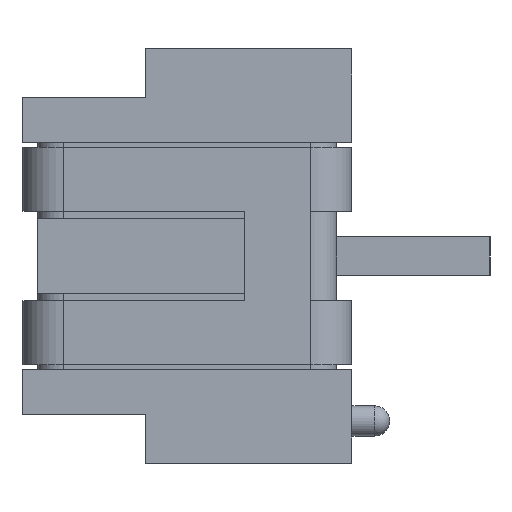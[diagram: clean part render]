
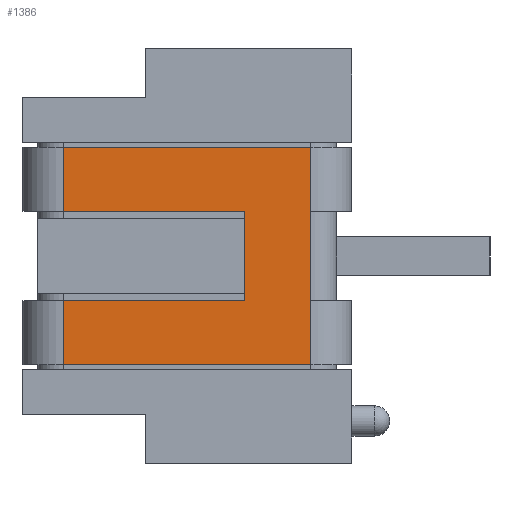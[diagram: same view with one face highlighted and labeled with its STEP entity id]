
A CAD part, left-side view. The second image highlights one B-rep face of the part: STEP entity #1386.
In plain terms, the highlighted planar face has unit normal (-1, 0, 0).
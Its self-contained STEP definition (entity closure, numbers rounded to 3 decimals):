
#28 = LINE ( 'NONE', #1724, #69 ) ;
#69 = VECTOR ( 'NONE', #1025, 1000. ) ;
#87 = CARTESIAN_POINT ( 'NONE',  ( -27.43, 9.555, -1.475 ) ) ;
#98 = DIRECTION ( 'NONE',  ( 0., 0., -1. ) ) ;
#173 = VECTOR ( 'NONE', #4264, 1000. ) ;
#269 = DIRECTION ( 'NONE',  ( 0., -1., 0. ) ) ;
#272 = EDGE_CURVE ( 'NONE', #4363, #3672, #2555, .T. ) ;
#351 = VERTEX_POINT ( 'NONE', #4349 ) ;
#421 = EDGE_CURVE ( 'NONE', #4432, #351, #3753, .T. ) ;
#482 = EDGE_LOOP ( 'NONE', ( #3109, #1658, #2091, #972, #2114, #800, #2591, #3171, #3514, #3499 ) ) ;
#614 = VECTOR ( 'NONE', #269, 1000. ) ;
#629 = EDGE_CURVE ( 'NONE', #822, #4474, #2074, .T. ) ;
#660 = CARTESIAN_POINT ( 'NONE',  ( -27.43, 1.365, 3.6 ) ) ;
#800 = ORIENTED_EDGE ( 'NONE', *, *, #2188, .F. ) ;
#822 = VERTEX_POINT ( 'NONE', #3151 ) ;
#972 = ORIENTED_EDGE ( 'NONE', *, *, #2668, .T. ) ;
#997 = VECTOR ( 'NONE', #3406, 1000. ) ;
#1025 = DIRECTION ( 'NONE',  ( 0., 0., 1. ) ) ;
#1050 = VECTOR ( 'NONE', #98, 1000. ) ;
#1074 = EDGE_CURVE ( 'NONE', #4219, #4363, #1307, .T. ) ;
#1136 = PLANE ( 'NONE',  #4443 ) ;
#1165 = CARTESIAN_POINT ( 'NONE',  ( -27.43, 1.365, 3.6 ) ) ;
#1201 = EDGE_CURVE ( 'NONE', #4432, #822, #1881, .T. ) ;
#1307 = LINE ( 'NONE', #4034, #1476 ) ;
#1368 = EDGE_CURVE ( 'NONE', #2622, #2293, #4031, .T. ) ;
#1386 = ADVANCED_FACE ( 'NONE', ( #2612 ), #1136, .T. ) ;
#1458 = DIRECTION ( 'NONE',  ( -1., 0., 0. ) ) ;
#1476 = VECTOR ( 'NONE', #2264, 1000. ) ;
#1498 = DIRECTION ( 'NONE',  ( 0., -1., 0. ) ) ;
#1646 = CARTESIAN_POINT ( 'NONE',  ( -27.43, 0., -1.475 ) ) ;
#1649 = VECTOR ( 'NONE', #3610, 1000. ) ;
#1658 = ORIENTED_EDGE ( 'NONE', *, *, #629, .T. ) ;
#1659 = CARTESIAN_POINT ( 'NONE',  ( -27.43, 9.555, 3.6 ) ) ;
#1701 = EDGE_CURVE ( 'NONE', #3242, #4474, #3429, .T. ) ;
#1724 = CARTESIAN_POINT ( 'NONE',  ( -27.43, 1.365, -1.475 ) ) ;
#1731 = CARTESIAN_POINT ( 'NONE',  ( -27.43, 1.365, -1.475 ) ) ;
#1832 = CARTESIAN_POINT ( 'NONE',  ( -27.43, 0., 3.6 ) ) ;
#1881 = LINE ( 'NONE', #1659, #997 ) ;
#2074 = LINE ( 'NONE', #4209, #3914 ) ;
#2091 = ORIENTED_EDGE ( 'NONE', *, *, #1701, .F. ) ;
#2114 = ORIENTED_EDGE ( 'NONE', *, *, #1368, .F. ) ;
#2188 = EDGE_CURVE ( 'NONE', #4219, #2622, #3811, .T. ) ;
#2233 = VECTOR ( 'NONE', #3698, 1000. ) ;
#2245 = CARTESIAN_POINT ( 'NONE',  ( -27.43, 1.365, 1.475 ) ) ;
#2264 = DIRECTION ( 'NONE',  ( 0., 0., -1. ) ) ;
#2293 = VERTEX_POINT ( 'NONE', #2245 ) ;
#2327 = CARTESIAN_POINT ( 'NONE',  ( -27.43, 3.555, -1.475 ) ) ;
#2397 = EDGE_CURVE ( 'NONE', #351, #3672, #2660, .T. ) ;
#2555 = LINE ( 'NONE', #2594, #1649 ) ;
#2591 = ORIENTED_EDGE ( 'NONE', *, *, #1074, .T. ) ;
#2594 = CARTESIAN_POINT ( 'NONE',  ( -27.43, 0., 1.475 ) ) ;
#2612 = FACE_OUTER_BOUND ( 'NONE', #482, .T. ) ;
#2622 = VERTEX_POINT ( 'NONE', #660 ) ;
#2660 = LINE ( 'NONE', #2327, #2233 ) ;
#2668 = EDGE_CURVE ( 'NONE', #3242, #2293, #28, .T. ) ;
#2673 = DIRECTION ( 'NONE',  ( 0., 0., -1. ) ) ;
#2896 = CARTESIAN_POINT ( 'NONE',  ( -27.43, 0., 3.6 ) ) ;
#3009 = CARTESIAN_POINT ( 'NONE',  ( -27.43, 9.555, 3.6 ) ) ;
#3109 = ORIENTED_EDGE ( 'NONE', *, *, #1201, .T. ) ;
#3151 = CARTESIAN_POINT ( 'NONE',  ( -27.43, 9.555, -3.6 ) ) ;
#3171 = ORIENTED_EDGE ( 'NONE', *, *, #272, .T. ) ;
#3242 = VERTEX_POINT ( 'NONE', #1731 ) ;
#3406 = DIRECTION ( 'NONE',  ( 0., 0., -1. ) ) ;
#3429 = LINE ( 'NONE', #3726, #4027 ) ;
#3499 = ORIENTED_EDGE ( 'NONE', *, *, #421, .F. ) ;
#3514 = ORIENTED_EDGE ( 'NONE', *, *, #2397, .F. ) ;
#3586 = DIRECTION ( 'NONE',  ( 0., 0., -1. ) ) ;
#3610 = DIRECTION ( 'NONE',  ( 0., -1., 0. ) ) ;
#3672 = VERTEX_POINT ( 'NONE', #4098 ) ;
#3698 = DIRECTION ( 'NONE',  ( 0., 0., 1. ) ) ;
#3726 = CARTESIAN_POINT ( 'NONE',  ( -27.43, 1.365, 3.6 ) ) ;
#3753 = LINE ( 'NONE', #1646, #614 ) ;
#3811 = LINE ( 'NONE', #2896, #173 ) ;
#3838 = CARTESIAN_POINT ( 'NONE',  ( -27.43, 1.365, -3.6 ) ) ;
#3914 = VECTOR ( 'NONE', #1498, 1000. ) ;
#4027 = VECTOR ( 'NONE', #2673, 1000. ) ;
#4031 = LINE ( 'NONE', #1165, #1050 ) ;
#4034 = CARTESIAN_POINT ( 'NONE',  ( -27.43, 9.555, 3.6 ) ) ;
#4098 = CARTESIAN_POINT ( 'NONE',  ( -27.43, 3.555, 1.475 ) ) ;
#4209 = CARTESIAN_POINT ( 'NONE',  ( -27.43, 0., -3.6 ) ) ;
#4219 = VERTEX_POINT ( 'NONE', #3009 ) ;
#4264 = DIRECTION ( 'NONE',  ( 0., -1., 0. ) ) ;
#4349 = CARTESIAN_POINT ( 'NONE',  ( -27.43, 3.555, -1.475 ) ) ;
#4363 = VERTEX_POINT ( 'NONE', #4477 ) ;
#4432 = VERTEX_POINT ( 'NONE', #87 ) ;
#4443 = AXIS2_PLACEMENT_3D ( 'NONE', #1832, #1458, #3586 ) ;
#4474 = VERTEX_POINT ( 'NONE', #3838 ) ;
#4477 = CARTESIAN_POINT ( 'NONE',  ( -27.43, 9.555, 1.475 ) ) ;
